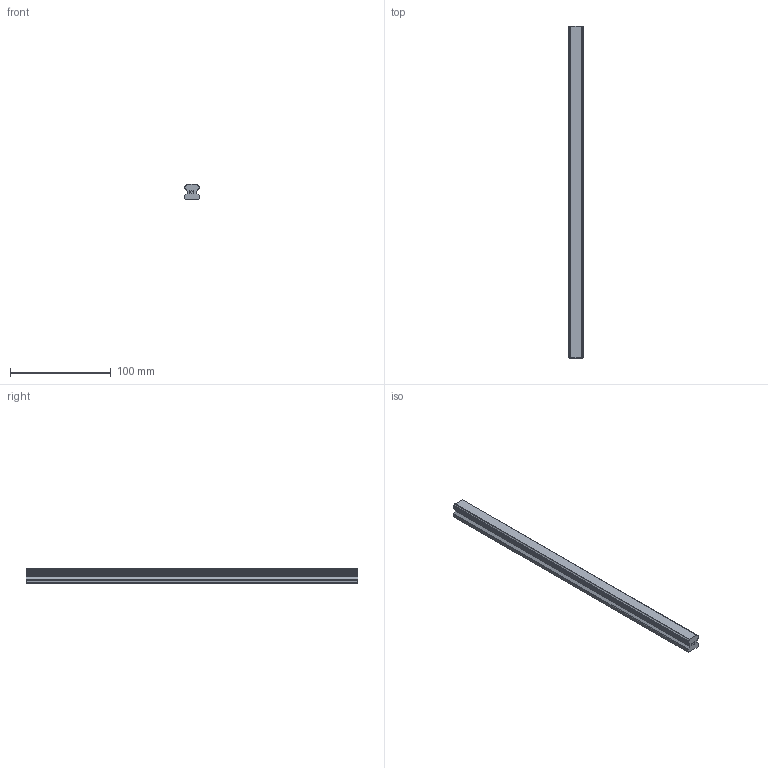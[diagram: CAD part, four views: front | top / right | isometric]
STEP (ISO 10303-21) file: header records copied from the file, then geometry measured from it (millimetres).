
FILE_DESCRIPTION(('STEP AP214'),'1');
FILE_NAME('cctmp_B831F591-CABE-46D0-A9EE-9D1174231D6E_2021_01_19_10_54_50_0722..stp','2021-01-19T09:54:50',('HIWIN GmbH'),('CADClick - www.CADClick.com'),'Spatial InterOp 3D',' ','unknown authorization');
FILE_SCHEMA(('AUTOMOTIVE_DESIGN'));
Length unit declared in the file: millimetre
Products named in the file (1): HGR15T330C_FILE
Bounding box: 15 x 330 x 15 mm (x, y, z)
Volume: 61881.3 mm3; surface area: 21329.2 mm2
Topology: 1 solids, 1 shells, 139 faces, 387 edges, 248 vertices
Faces by surface type: plane 89, cylinder 38, cone 12
Entity records: 5473 total; most frequent: CARTESIAN_POINT 763, ORIENTED_EDGE 750, DIRECTION 731, EDGE_CURVE 375, LINE 299, VECTOR 299, VERTEX_POINT 248, AXIS2_PLACEMENT_3D 216
